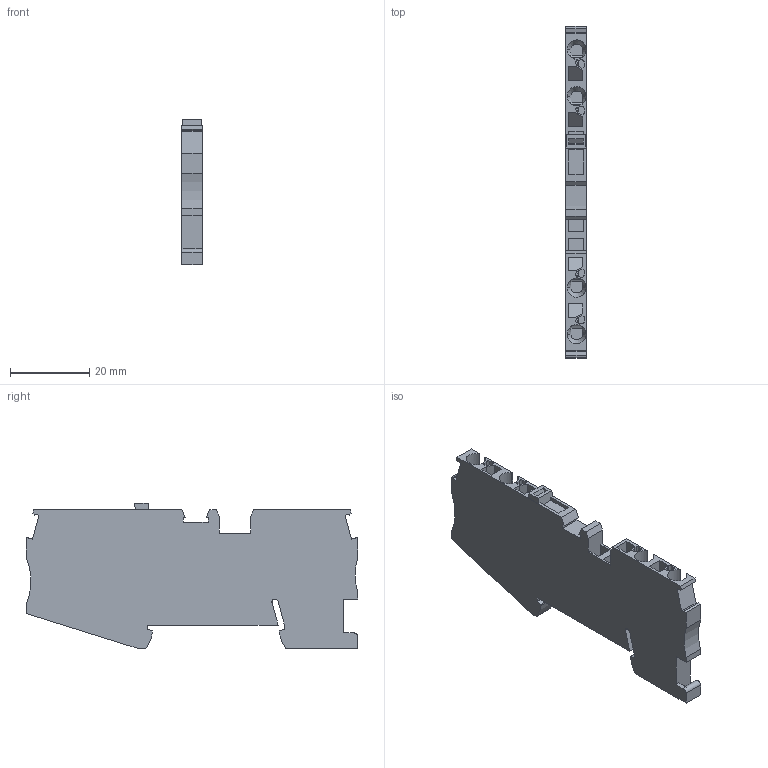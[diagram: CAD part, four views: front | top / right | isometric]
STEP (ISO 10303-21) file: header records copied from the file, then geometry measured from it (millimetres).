
FILE_DESCRIPTION(('Creo Elements/Direct Modeling STEP Export'),'2;1');
FILE_NAME('model.stp','2020-09-09T 0:32:31',(''),(''),'Creo Elements/Direct Modeling STEP processor for AP214 (Solid Model)','Creo Elements/Direct Modeling 20.1A 29-Sep-2018 (C) Parametric Technology GmbH','');
FILE_SCHEMA(('AUTOMOTIVE_DESIGN { 1 0 10303 214 1 1 1 1 }'));
Length unit declared in the file: millimetre
Products named in the file (2): ST_2.5_QOATTRO_MT_BK_select
Assembly tree (1 placements, depth 2):
  ST_2.5_QOATTRO_MT_BK_select
    ST_2.5_QOATTRO_MT_BK_select
Bounding box: 5.15 x 84 x 36.85 mm (x, y, z)
Volume: 11075.6 mm3; surface area: 8305.2 mm2
Topology: 1 solids, 1 shells, 278 faces, 774 edges, 508 vertices
Faces by surface type: plane 211, cylinder 47, cone 20
Entity records: 13380 total; most frequent: CARTESIAN_POINT 3934, ORIENTED_EDGE 1548, DIRECTION 1395, EDGE_CURVE 774, VECTOR 601, LINE 601, VERTEX_POINT 508, AXIS2_PLACEMENT_3D 397
